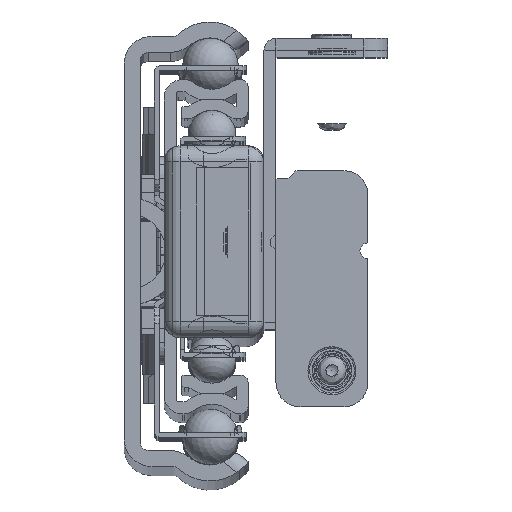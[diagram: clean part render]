
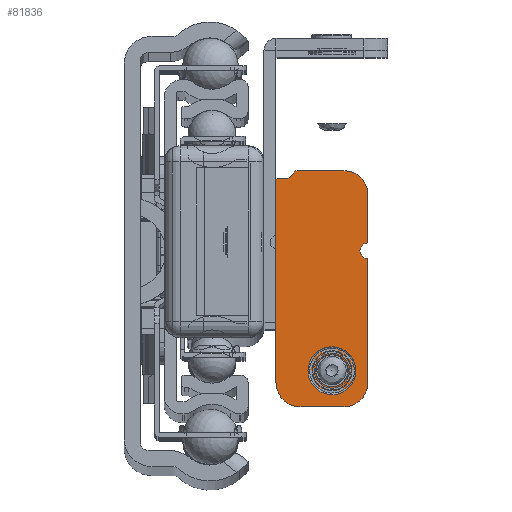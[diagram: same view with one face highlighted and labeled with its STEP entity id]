
A CAD part, top view. The second image highlights one B-rep face of the part: STEP entity #81836.
In plain terms, the highlighted planar face has unit normal (0, 0, 1).
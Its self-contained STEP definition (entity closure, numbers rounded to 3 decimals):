
#892=FACE_BOUND('',#21326,.T.);
#3224=LINE('',#117882,#9342);
#3228=LINE('',#117890,#9346);
#3240=LINE('',#117925,#9358);
#3243=LINE('',#117933,#9361);
#3246=LINE('',#117941,#9364);
#3291=LINE('',#118051,#9409);
#3293=LINE('',#118057,#9411);
#3294=LINE('',#118058,#9412);
#9342=VECTOR('',#96254,10.);
#9346=VECTOR('',#96260,10.);
#9358=VECTOR('',#96290,10.);
#9361=VECTOR('',#96299,10.);
#9364=VECTOR('',#96308,10.);
#9409=VECTOR('',#96405,10.);
#9411=VECTOR('',#96415,10.);
#9412=VECTOR('',#96416,10.);
#14672=PLANE('',#86793);
#17072=FACE_OUTER_BOUND('',#21325,.T.);
#21325=EDGE_LOOP('',(#55960,#55961,#55962,#55963,#55964,#55965,#55966,#55967,
#55968,#55969,#55970,#55971));
#21326=EDGE_LOOP('',(#55972));
#25577=CIRCLE('',#86756,3.);
#25578=CIRCLE('',#86759,3.);
#25579=CIRCLE('',#86762,3.);
#25580=CIRCLE('',#86765,2.05);
#25581=CIRCLE('',#86767,1.);
#32524=VERTEX_POINT('',#117880);
#32525=VERTEX_POINT('',#117881);
#32528=VERTEX_POINT('',#117889);
#32540=VERTEX_POINT('',#117917);
#32541=VERTEX_POINT('',#117918);
#32542=VERTEX_POINT('',#117923);
#32543=VERTEX_POINT('',#117927);
#32544=VERTEX_POINT('',#117931);
#32545=VERTEX_POINT('',#117935);
#32546=VERTEX_POINT('',#117936);
#32547=VERTEX_POINT('',#117943);
#32548=VERTEX_POINT('',#117947);
#32585=VERTEX_POINT('',#118050);
#41435=EDGE_CURVE('',#32524,#32525,#3224,.T.);
#41439=EDGE_CURVE('',#32528,#32524,#3228,.T.);
#41453=EDGE_CURVE('',#32540,#32541,#25577,.T.);
#41457=EDGE_CURVE('',#32542,#32540,#3240,.T.);
#41458=EDGE_CURVE('',#32543,#32542,#25578,.T.);
#41461=EDGE_CURVE('',#32544,#32543,#3243,.T.);
#41462=EDGE_CURVE('',#32545,#32546,#25579,.T.);
#41465=EDGE_CURVE('',#32528,#32545,#3246,.T.);
#41466=EDGE_CURVE('',#32547,#32547,#25580,.T.);
#41469=EDGE_CURVE('',#32544,#32548,#25581,.T.);
#41520=EDGE_CURVE('',#32541,#32585,#3291,.T.);
#41524=EDGE_CURVE('',#32525,#32585,#3293,.T.);
#41525=EDGE_CURVE('',#32546,#32548,#3294,.T.);
#55960=ORIENTED_EDGE('',*,*,#41435,.T.);
#55961=ORIENTED_EDGE('',*,*,#41524,.T.);
#55962=ORIENTED_EDGE('',*,*,#41520,.F.);
#55963=ORIENTED_EDGE('',*,*,#41453,.F.);
#55964=ORIENTED_EDGE('',*,*,#41457,.F.);
#55965=ORIENTED_EDGE('',*,*,#41458,.F.);
#55966=ORIENTED_EDGE('',*,*,#41461,.F.);
#55967=ORIENTED_EDGE('',*,*,#41469,.T.);
#55968=ORIENTED_EDGE('',*,*,#41525,.F.);
#55969=ORIENTED_EDGE('',*,*,#41462,.F.);
#55970=ORIENTED_EDGE('',*,*,#41465,.F.);
#55971=ORIENTED_EDGE('',*,*,#41439,.T.);
#55972=ORIENTED_EDGE('',*,*,#41466,.T.);
#81836=ADVANCED_FACE('',(#17072,#892),#14672,.T.);
#86756=AXIS2_PLACEMENT_3D('',#117919,#96283,#96284);
#86759=AXIS2_PLACEMENT_3D('',#117928,#96293,#96294);
#86762=AXIS2_PLACEMENT_3D('',#117937,#96302,#96303);
#86765=AXIS2_PLACEMENT_3D('',#117944,#96311,#96312);
#86767=AXIS2_PLACEMENT_3D('',#117949,#96317,#96318);
#86793=AXIS2_PLACEMENT_3D('',#118056,#96413,#96414);
#96254=DIRECTION('',(-1.,0.,0.));
#96260=DIRECTION('',(-0.707,-0.707,0.));
#96283=DIRECTION('center_axis',(0.,0.,
-1.));
#96284=DIRECTION('ref_axis',(-0.707,-0.707,0.));
#96290=DIRECTION('',(-1.,0.,0.));
#96293=DIRECTION('center_axis',(0.,0.,
-1.));
#96294=DIRECTION('ref_axis',(0.707,-0.707,0.));
#96299=DIRECTION('',(0.,-1.,0.));
#96302=DIRECTION('center_axis',(0.,0.,
-1.));
#96303=DIRECTION('ref_axis',(0.707,0.707,0.));
#96308=DIRECTION('',(1.,0.,0.));
#96311=DIRECTION('center_axis',(0.,0.,
-1.));
#96312=DIRECTION('ref_axis',(-1.,0.,0.));
#96317=DIRECTION('center_axis',(0.,0.,
-1.));
#96318=DIRECTION('ref_axis',(0.,-1.,0.));
#96405=DIRECTION('',(0.,1.,0.));
#96413=DIRECTION('center_axis',(0.,0.,
1.));
#96414=DIRECTION('ref_axis',(1.,0.,0.));
#96415=DIRECTION('',(0.,-1.,0.));
#96416=DIRECTION('',(0.,-1.,0.));
#117880=CARTESIAN_POINT('',(9.75,9.,377.));
#117881=CARTESIAN_POINT('',(8.25,9.,377.));
#117882=CARTESIAN_POINT('',(10.866,9.,377.));
#117889=CARTESIAN_POINT('',(10.75,10.,377.));
#117890=CARTESIAN_POINT('',(8.433,7.683,377.));
#117917=CARTESIAN_POINT('',(11.25,-19.5,377.));
#117918=CARTESIAN_POINT('',(8.25,-16.5,377.));
#117919=CARTESIAN_POINT('Origin',(11.25,-16.5,377.));
#117923=CARTESIAN_POINT('',(16.75,-19.5,377.));
#117925=CARTESIAN_POINT('',(19.75,-19.5,377.));
#117927=CARTESIAN_POINT('',(19.75,-16.5,377.));
#117928=CARTESIAN_POINT('Origin',(16.75,-16.5,377.));
#117931=CARTESIAN_POINT('',(19.75,-1.,377.));
#117933=CARTESIAN_POINT('',(19.75,10.,377.));
#117935=CARTESIAN_POINT('',(16.75,10.,377.));
#117936=CARTESIAN_POINT('',(19.75,7.,377.));
#117937=CARTESIAN_POINT('Origin',(16.75,7.,377.));
#117941=CARTESIAN_POINT('',(8.25,10.,377.));
#117943=CARTESIAN_POINT('',(17.3,-15.,377.));
#117944=CARTESIAN_POINT('Origin',(15.25,-15.,377.));
#117947=CARTESIAN_POINT('',(19.75,1.,377.));
#117949=CARTESIAN_POINT('Origin',(19.75,0.,377.));
#118050=CARTESIAN_POINT('',(8.25,-9.,377.));
#118051=CARTESIAN_POINT('',(8.25,-19.5,377.));
#118056=CARTESIAN_POINT('Origin',(13.482,0.,
377.));
#118057=CARTESIAN_POINT('',(8.25,0.,377.));
#118058=CARTESIAN_POINT('',(19.75,10.,377.));
